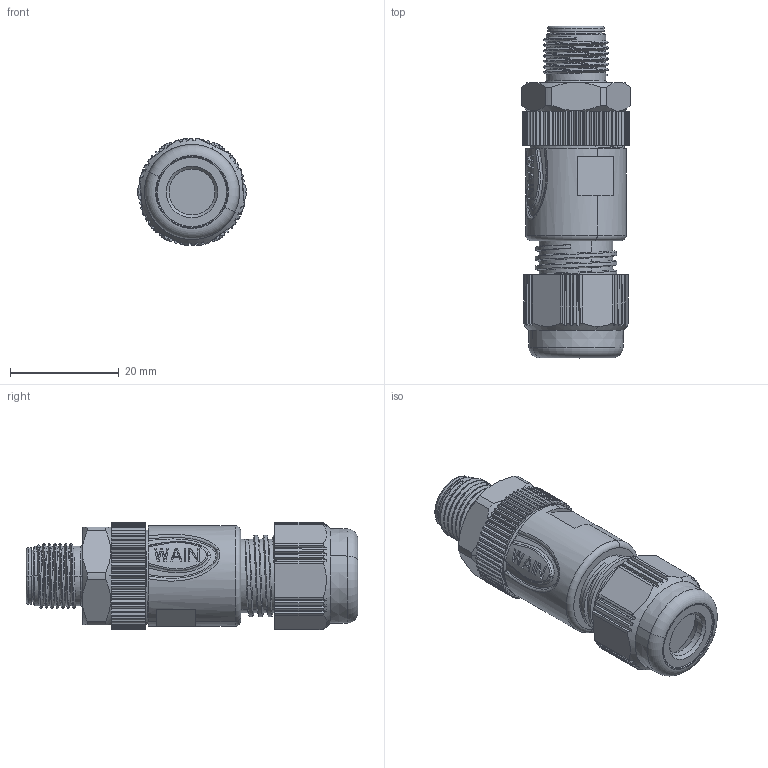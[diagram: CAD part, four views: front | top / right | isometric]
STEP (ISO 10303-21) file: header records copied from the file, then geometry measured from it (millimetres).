
FILE_DESCRIPTION((''),'2;1');
FILE_NAME('3D_1630084113202_M12S-M08A-T-D8','2024-03-21T',('12262'),(''),'PRO/ENGINEER BY PARAMETRIC TECHNOLOGY CORPORATION, 2012480','PRO/ENGINEER BY PARAMETRIC TECHNOLOGY CORPORATION, 2012480','');
FILE_SCHEMA(('CONFIG_CONTROL_DESIGN'));
Products named in the file (1): 3D_1630084113202_M12S-M08A-T-D8
Bounding box: 20 x 61 x 19.8 mm (x, y, z)
Volume: 11747.4 mm3; surface area: 11815.9 mm2
Topology: 1 solids, 9 shells, 1528 faces, 4506 edges, 2975 vertices
Faces by surface type: plane 555, cylinder 403, bspline 197, cone 182, extrusion 105, torus 54, sphere 32
Entity records: 76580 total; most frequent: CARTESIAN_POINT 38398, ORIENTED_EDGE 8924, DIRECTION 6704, EDGE_CURVE 4462, VERTEX_POINT 2975, AXIS2_PLACEMENT_3D 2426, VECTOR 1852, LINE 1747
